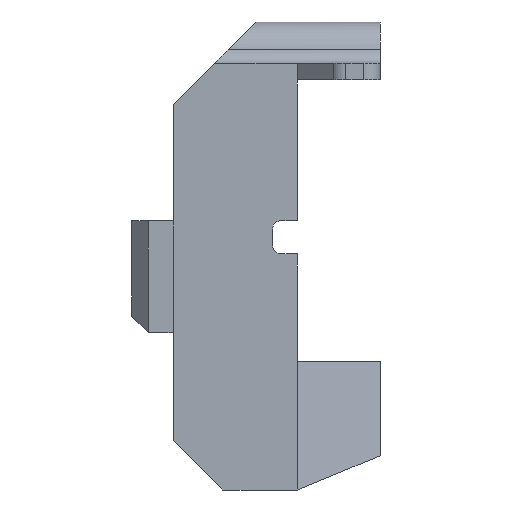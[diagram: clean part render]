
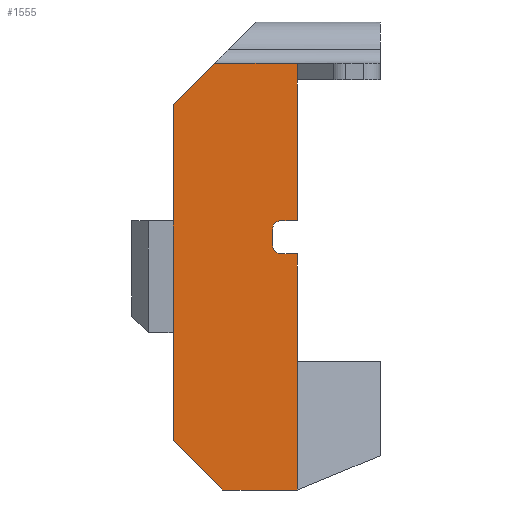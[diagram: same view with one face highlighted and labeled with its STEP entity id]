
A CAD part, left-side view. The second image highlights one B-rep face of the part: STEP entity #1555.
In plain terms, the highlighted planar face has unit normal (-1, 0, 0).
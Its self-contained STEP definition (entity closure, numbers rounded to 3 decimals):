
#75=PLANE('',#1685);
#154=FACE_OUTER_BOUND('',#244,.T.);
#244=EDGE_LOOP('',(#1342,#1343,#1344,#1345,#1346,#1347,#1348,#1349,#1350,
#1351,#1352,#1353,#1354,#1355));
#296=CIRCLE('',#1686,1.);
#297=CIRCLE('',#1687,1.);
#315=LINE('',#2186,#501);
#389=LINE('',#2369,#575);
#390=LINE('',#2372,#576);
#395=LINE('',#2381,#581);
#402=LINE('',#2393,#588);
#449=LINE('',#2500,#635);
#450=LINE('',#2503,#636);
#451=LINE('',#2505,#637);
#452=LINE('',#2509,#638);
#453=LINE('',#2513,#639);
#454=LINE('',#2514,#640);
#455=LINE('',#2515,#641);
#501=VECTOR('',#1759,10.);
#575=VECTOR('',#1921,10.);
#576=VECTOR('',#1924,10.);
#581=VECTOR('',#1931,10.);
#588=VECTOR('',#1940,10.);
#635=VECTOR('',#2045,10.);
#636=VECTOR('',#2048,10.);
#637=VECTOR('',#2049,10.);
#638=VECTOR('',#2052,10.);
#639=VECTOR('',#2055,10.);
#640=VECTOR('',#2056,10.);
#641=VECTOR('',#2057,10.);
#689=VERTEX_POINT('',#2183);
#690=VERTEX_POINT('',#2185);
#710=VERTEX_POINT('',#2240);
#752=VERTEX_POINT('',#2359);
#755=VERTEX_POINT('',#2366);
#756=VERTEX_POINT('',#2371);
#758=VERTEX_POINT('',#2377);
#794=VERTEX_POINT('',#2498);
#795=VERTEX_POINT('',#2502);
#796=VERTEX_POINT('',#2504);
#797=VERTEX_POINT('',#2506);
#798=VERTEX_POINT('',#2508);
#799=VERTEX_POINT('',#2510);
#800=VERTEX_POINT('',#2512);
#837=EDGE_CURVE('',#690,#689,#315,.T.);
#928=EDGE_CURVE('',#752,#755,#389,.T.);
#929=EDGE_CURVE('',#755,#756,#390,.T.);
#934=EDGE_CURVE('',#756,#758,#395,.T.);
#941=EDGE_CURVE('',#689,#758,#402,.T.);
#995=EDGE_CURVE('',#794,#752,#449,.T.);
#996=EDGE_CURVE('',#795,#794,#450,.T.);
#997=EDGE_CURVE('',#795,#796,#451,.T.);
#998=EDGE_CURVE('',#797,#796,#296,.T.);
#999=EDGE_CURVE('',#797,#798,#452,.T.);
#1000=EDGE_CURVE('',#799,#798,#297,.T.);
#1001=EDGE_CURVE('',#799,#800,#453,.T.);
#1002=EDGE_CURVE('',#710,#800,#454,.T.);
#1003=EDGE_CURVE('',#690,#710,#455,.T.);
#1342=ORIENTED_EDGE('',*,*,#941,.T.);
#1343=ORIENTED_EDGE('',*,*,#934,.F.);
#1344=ORIENTED_EDGE('',*,*,#929,.F.);
#1345=ORIENTED_EDGE('',*,*,#928,.F.);
#1346=ORIENTED_EDGE('',*,*,#995,.F.);
#1347=ORIENTED_EDGE('',*,*,#996,.F.);
#1348=ORIENTED_EDGE('',*,*,#997,.T.);
#1349=ORIENTED_EDGE('',*,*,#998,.F.);
#1350=ORIENTED_EDGE('',*,*,#999,.T.);
#1351=ORIENTED_EDGE('',*,*,#1000,.F.);
#1352=ORIENTED_EDGE('',*,*,#1001,.T.);
#1353=ORIENTED_EDGE('',*,*,#1002,.F.);
#1354=ORIENTED_EDGE('',*,*,#1003,.F.);
#1355=ORIENTED_EDGE('',*,*,#837,.T.);
#1555=ADVANCED_FACE('',(#154),#75,.T.);
#1685=AXIS2_PLACEMENT_3D('',#2501,#2046,#2047);
#1686=AXIS2_PLACEMENT_3D('',#2507,#2050,#2051);
#1687=AXIS2_PLACEMENT_3D('',#2511,#2053,#2054);
#1759=DIRECTION('',(0.,1.,0.));
#1921=DIRECTION('',(0.,1.,0.));
#1924=DIRECTION('',(0.,0.707,0.707));
#1931=DIRECTION('',(0.,0.,1.));
#1940=DIRECTION('',(0.,0.707,-0.707));
#2045=DIRECTION('',(0.,0.,-1.));
#2046=DIRECTION('center_axis',(-1.,0.,0.));
#2047=DIRECTION('ref_axis',(0.,0.,1.));
#2048=DIRECTION('',(0.,0.,-1.));
#2049=DIRECTION('',(0.,1.,0.));
#2050=DIRECTION('center_axis',(-1.,0.,0.));
#2051=DIRECTION('ref_axis',(0.,0.707,-0.707));
#2052=DIRECTION('',(0.,0.,1.));
#2053=DIRECTION('center_axis',(-1.,0.,0.));
#2054=DIRECTION('ref_axis',(0.,0.707,0.707));
#2055=DIRECTION('',(0.,-1.,0.));
#2056=DIRECTION('',(0.,0.,-1.));
#2057=DIRECTION('',(0.,0.,-1.));
#2183=CARTESIAN_POINT('',(-16.,20.,25.75));
#2185=CARTESIAN_POINT('',(-16.,10.,25.75));
#2186=CARTESIAN_POINT('',(-16.,0.,25.75));
#2240=CARTESIAN_POINT('',(-16.,10.,23.75));
#2359=CARTESIAN_POINT('',(-16.,10.,-25.75));
#2366=CARTESIAN_POINT('',(-16.,19.,-25.75));
#2369=CARTESIAN_POINT('',(-16.,0.,-25.75));
#2371=CARTESIAN_POINT('',(-16.,25.,-19.75));
#2372=CARTESIAN_POINT('',(-16.,15.75,-29.));
#2377=CARTESIAN_POINT('',(-16.,25.,20.75));
#2381=CARTESIAN_POINT('',(-16.,25.,25.75));
#2393=CARTESIAN_POINT('',(-16.,30.375,15.375));
#2498=CARTESIAN_POINT('',(-16.,10.,-10.25));
#2500=CARTESIAN_POINT('',(-16.,10.,-12.875));
#2501=CARTESIAN_POINT('Origin',(-16.,0.,-25.75));
#2502=CARTESIAN_POINT('',(-16.,10.,2.75));
#2503=CARTESIAN_POINT('',(-16.,10.,-12.875));
#2504=CARTESIAN_POINT('',(-16.,12.,2.75));
#2505=CARTESIAN_POINT('',(-16.,5.,2.75));
#2506=CARTESIAN_POINT('',(-16.,13.,3.75));
#2507=CARTESIAN_POINT('Origin',(-16.,12.,3.75));
#2508=CARTESIAN_POINT('',(-16.,13.,5.75));
#2509=CARTESIAN_POINT('',(-16.,13.,-11.5));
#2510=CARTESIAN_POINT('',(-16.,12.,6.75));
#2511=CARTESIAN_POINT('Origin',(-16.,12.,5.75));
#2512=CARTESIAN_POINT('',(-16.,10.,6.75));
#2513=CARTESIAN_POINT('',(-16.,6.5,6.75));
#2514=CARTESIAN_POINT('',(-16.,10.,-12.875));
#2515=CARTESIAN_POINT('',(-16.,10.,-12.875));
